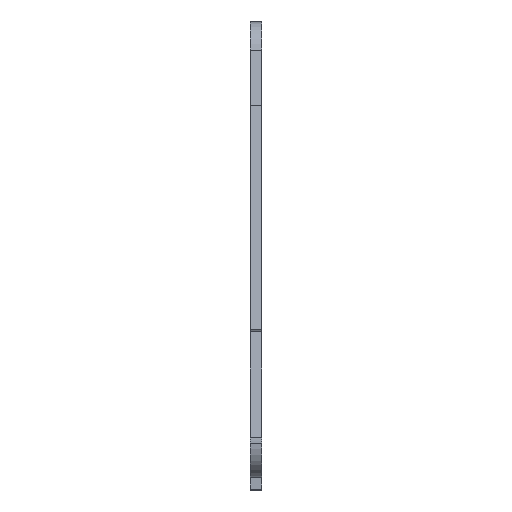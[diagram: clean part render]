
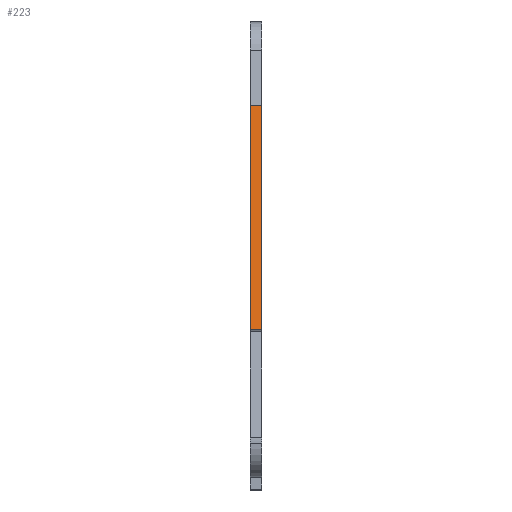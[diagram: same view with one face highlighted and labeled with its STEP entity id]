
A CAD part, top view. The second image highlights one B-rep face of the part: STEP entity #223.
In plain terms, the highlighted planar face has unit normal (0, 0.174, 0.985).
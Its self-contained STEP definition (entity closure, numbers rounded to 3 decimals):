
#31 = AXIS2_PLACEMENT_3D ( 'NONE', #2669, #1437, #1244 ) ;
#103 = CARTESIAN_POINT ( 'NONE',  ( 5., 64.889, -6.314 ) ) ;
#163 = DIRECTION ( 'NONE',  ( -1., 0., 0. ) ) ;
#223 = ADVANCED_FACE ( 'NONE', ( #2191 ), #1956, .F. ) ;
#376 = CARTESIAN_POINT ( 'NONE',  ( 0., 163.37, -23.679 ) ) ;
#424 = VECTOR ( 'NONE', #163, 1000. ) ;
#446 = LINE ( 'NONE', #103, #424 ) ;
#486 = LINE ( 'NONE', #2354, #2995 ) ;
#581 = CARTESIAN_POINT ( 'NONE',  ( 5., 163.37, -23.679 ) ) ;
#689 = EDGE_CURVE ( 'NONE', #973, #1370, #446, .T. ) ;
#702 = ORIENTED_EDGE ( 'NONE', *, *, #1216, .T. ) ;
#761 = LINE ( 'NONE', #1736, #1194 ) ;
#973 = VERTEX_POINT ( 'NONE', #1723 ) ;
#1083 = LINE ( 'NONE', #2079, #3067 ) ;
#1194 = VECTOR ( 'NONE', #2681, 1000. ) ;
#1216 = EDGE_CURVE ( 'NONE', #2020, #1370, #1083, .T. ) ;
#1244 = DIRECTION ( 'NONE',  ( 0., 0.985, -0.174 ) ) ;
#1352 = ORIENTED_EDGE ( 'NONE', *, *, #689, .F. ) ;
#1370 = VERTEX_POINT ( 'NONE', #2832 ) ;
#1390 = EDGE_LOOP ( 'NONE', ( #702, #1352, #1712, #3041 ) ) ;
#1437 = DIRECTION ( 'NONE',  ( 0., -0.174, -0.985 ) ) ;
#1578 = VERTEX_POINT ( 'NONE', #581 ) ;
#1590 = EDGE_CURVE ( 'NONE', #1578, #2020, #761, .T. ) ;
#1712 = ORIENTED_EDGE ( 'NONE', *, *, #1832, .F. ) ;
#1723 = CARTESIAN_POINT ( 'NONE',  ( 5., 64.889, -6.314 ) ) ;
#1736 = CARTESIAN_POINT ( 'NONE',  ( 5., 163.37, -23.679 ) ) ;
#1832 = EDGE_CURVE ( 'NONE', #1578, #973, #486, .T. ) ;
#1956 = PLANE ( 'NONE',  #31 ) ;
#2020 = VERTEX_POINT ( 'NONE', #376 ) ;
#2079 = CARTESIAN_POINT ( 'NONE',  ( 0., 0.877, 4.973 ) ) ;
#2191 = FACE_OUTER_BOUND ( 'NONE', #1390, .T. ) ;
#2354 = CARTESIAN_POINT ( 'NONE',  ( 5., 0.877, 4.973 ) ) ;
#2669 = CARTESIAN_POINT ( 'NONE',  ( 5., 0.877, 4.973 ) ) ;
#2681 = DIRECTION ( 'NONE',  ( -1., 0., 0. ) ) ;
#2788 = DIRECTION ( 'NONE',  ( 0., -0.985, 0.174 ) ) ;
#2832 = CARTESIAN_POINT ( 'NONE',  ( 0., 64.889, -6.314 ) ) ;
#2853 = DIRECTION ( 'NONE',  ( 0., -0.985, 0.174 ) ) ;
#2995 = VECTOR ( 'NONE', #2853, 1000. ) ;
#3041 = ORIENTED_EDGE ( 'NONE', *, *, #1590, .T. ) ;
#3067 = VECTOR ( 'NONE', #2788, 1000. ) ;
